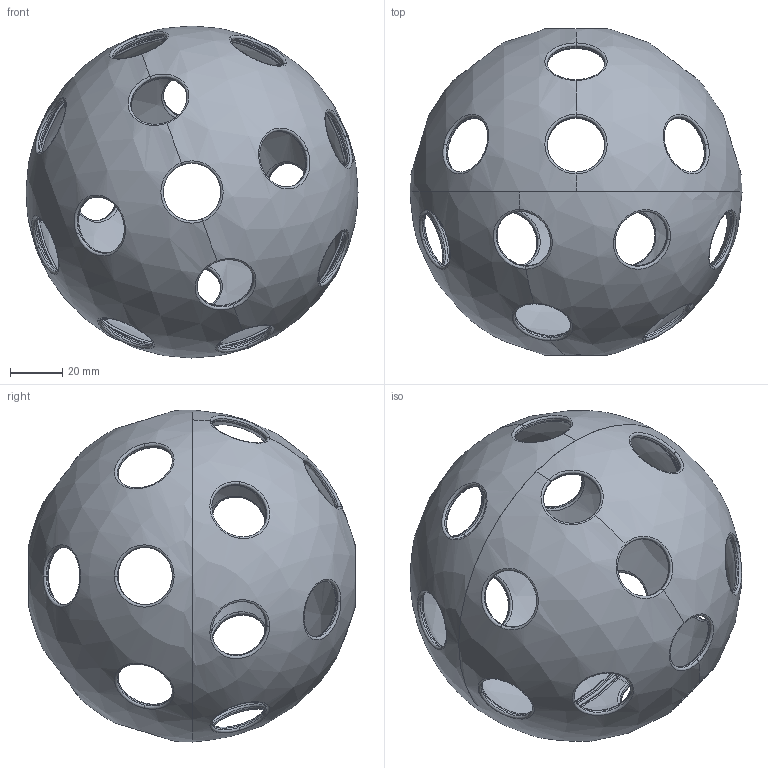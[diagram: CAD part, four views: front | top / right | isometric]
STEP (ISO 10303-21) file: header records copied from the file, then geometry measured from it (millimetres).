
FILE_DESCRIPTION (( 'STEP AP214' ), '1' );
FILE_NAME ('Fuel Ball R3.STEP', '2017-01-13T14:35:10', ( '' ), ( '' ), 'SwSTEP 2.0', 'SolidWorks 2014', '' );
FILE_SCHEMA (( 'AUTOMOTIVE_DESIGN' ));
Length unit declared in the file: inch
Products named in the file (2): Fuel Ball R3
Bounding box: 127 x 124.77 x 127 mm (x, y, z)
Volume: 90717.4 mm3; surface area: 84525.5 mm2
Topology: 2 solids, 2 shells, 180 faces, 432 edges, 236 vertices
Faces by surface type: torus 112, cylinder 56, sphere 8, plane 4
Entity records: 7730 total; most frequent: DIRECTION 1156, ORIENTED_EDGE 848, CARTESIAN_POINT 838, AXIS2_PLACEMENT_3D 550, EDGE_CURVE 424, CIRCLE 368, VERTEX_POINT 232, EDGE_LOOP 216
